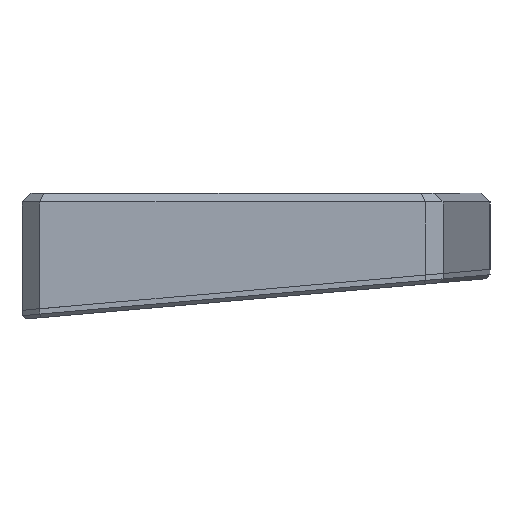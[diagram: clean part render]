
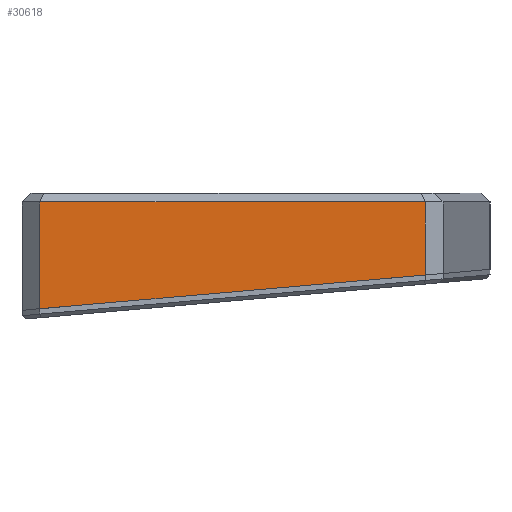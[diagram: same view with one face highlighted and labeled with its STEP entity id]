
A CAD part, left-side view. The second image highlights one B-rep face of the part: STEP entity #30618.
In plain terms, the highlighted planar face has unit normal (-1, 0, 0).
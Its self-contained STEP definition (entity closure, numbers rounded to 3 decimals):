
#881=PLANE('',#32282);
#2243=FACE_OUTER_BOUND('',#3974,.T.);
#3974=EDGE_LOOP('',(#23734,#23735,#23736,#23737));
#6702=LINE('',#44673,#10761);
#6704=LINE('',#44677,#10763);
#6705=LINE('',#44679,#10764);
#6706=LINE('',#44680,#10765);
#10761=VECTOR('',#36092,10.);
#10763=VECTOR('',#36096,10.);
#10764=VECTOR('',#36097,10.);
#10765=VECTOR('',#36098,10.);
#14820=VERTEX_POINT('',#44670);
#14821=VERTEX_POINT('',#44672);
#14822=VERTEX_POINT('',#44676);
#14823=VERTEX_POINT('',#44678);
#18116=EDGE_CURVE('',#14820,#14821,#6702,.T.);
#18118=EDGE_CURVE('',#14820,#14822,#6704,.T.);
#18119=EDGE_CURVE('',#14822,#14823,#6705,.T.);
#18120=EDGE_CURVE('',#14821,#14823,#6706,.T.);
#23734=ORIENTED_EDGE('',*,*,#18118,.T.);
#23735=ORIENTED_EDGE('',*,*,#18119,.T.);
#23736=ORIENTED_EDGE('',*,*,#18120,.F.);
#23737=ORIENTED_EDGE('',*,*,#18116,.F.);
#30618=ADVANCED_FACE('',(#2243),#881,.T.);
#32282=AXIS2_PLACEMENT_3D('',#44675,#36094,#36095);
#36092=DIRECTION('',(0.,0.,1.));
#36094=DIRECTION('center_axis',(-1.,0.,0.));
#36095=DIRECTION('ref_axis',(0.,-1.,0.));
#36096=DIRECTION('',(0.,-0.996,0.087));
#36097=DIRECTION('',(0.,0.,1.));
#36098=DIRECTION('',(0.,-1.,0.));
#44670=CARTESIAN_POINT('',(142.374,91.951,-18.769));
#44672=CARTESIAN_POINT('',(142.374,91.951,5.));
#44673=CARTESIAN_POINT('',(142.374,91.951,0.));
#44675=CARTESIAN_POINT('Origin',(142.374,91.951,0.));
#44676=CARTESIAN_POINT('',(142.374,6.179,-11.265));
#44677=CARTESIAN_POINT('',(142.374,66.754,-16.564));
#44678=CARTESIAN_POINT('',(142.374,6.179,5.));
#44679=CARTESIAN_POINT('',(142.374,6.179,0.));
#44680=CARTESIAN_POINT('',(142.374,67.894,5.));
